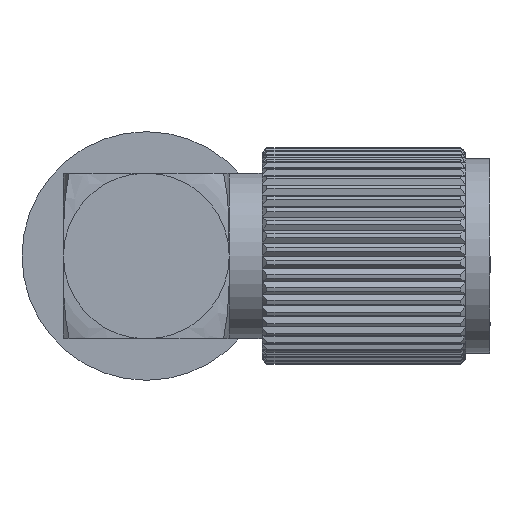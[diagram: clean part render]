
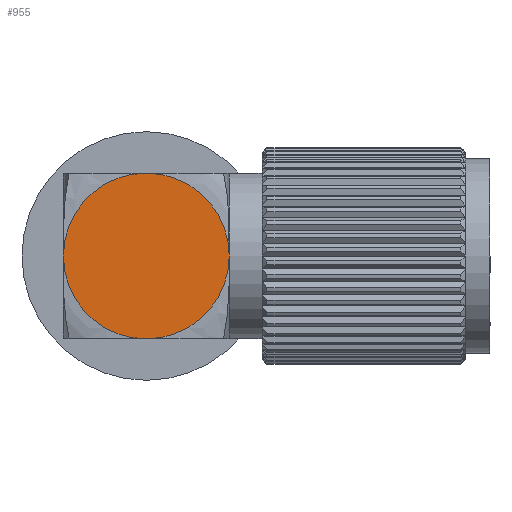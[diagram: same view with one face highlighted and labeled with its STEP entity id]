
A CAD part, front view. The second image highlights one B-rep face of the part: STEP entity #955.
In plain terms, the highlighted planar face has unit normal (0, -1, 0).
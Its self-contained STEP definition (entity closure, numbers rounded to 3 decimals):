
#325 = DIRECTION ( 'NONE',  ( 1., 0., 0. ) ) ;
#684 = DIRECTION ( 'NONE',  ( 1., 0., 0. ) ) ;
#955 = ADVANCED_FACE ( 'NONE', ( #5162 ), #7075, .F. ) ;
#1068 = VERTEX_POINT ( 'NONE', #10195 ) ;
#1439 = EDGE_CURVE ( 'NONE', #9432, #1068, #6699, .T. ) ;
#1553 = EDGE_CURVE ( 'NONE', #1068, #6756, #3048, .T. ) ;
#1726 = CARTESIAN_POINT ( 'NONE',  ( -2.4, 0.6, 0. ) ) ;
#2252 = CARTESIAN_POINT ( 'NONE',  ( -5.8, 0.6, 0. ) ) ;
#2596 = CARTESIAN_POINT ( 'NONE',  ( -9.2, 0.6, -3.4 ) ) ;
#2817 = DIRECTION ( 'NONE',  ( 0., -1., 0. ) ) ;
#3002 = CARTESIAN_POINT ( 'NONE',  ( -5.8, 0.6, 0. ) ) ;
#3048 = CIRCLE ( 'NONE', #6970, 3.4 ) ;
#3284 = CARTESIAN_POINT ( 'NONE',  ( -9.2, 0.6, 0. ) ) ;
#3497 = DIRECTION ( 'NONE',  ( 0., 1., 0. ) ) ;
#3905 = DIRECTION ( 'NONE',  ( 0., -1., 0. ) ) ;
#4741 = CARTESIAN_POINT ( 'NONE',  ( -5.8, 0.6, 0. ) ) ;
#4967 = EDGE_CURVE ( 'NONE', #10701, #9432, #8189, .T. ) ;
#4986 = ORIENTED_EDGE ( 'NONE', *, *, #10147, .T. ) ;
#5124 = CIRCLE ( 'NONE', #8071, 3.4 ) ;
#5162 = FACE_OUTER_BOUND ( 'NONE', #9503, .T. ) ;
#5165 = AXIS2_PLACEMENT_3D ( 'NONE', #4741, #2817, #10959 ) ;
#6037 = CARTESIAN_POINT ( 'NONE',  ( -5.8, 0.6, 0. ) ) ;
#6377 = ORIENTED_EDGE ( 'NONE', *, *, #1553, .T. ) ;
#6699 = CIRCLE ( 'NONE', #5165, 3.4 ) ;
#6756 = VERTEX_POINT ( 'NONE', #3284 ) ;
#6970 = AXIS2_PLACEMENT_3D ( 'NONE', #6037, #11262, #684 ) ;
#7075 = PLANE ( 'NONE',  #9566 ) ;
#7725 = ORIENTED_EDGE ( 'NONE', *, *, #4967, .T. ) ;
#8071 = AXIS2_PLACEMENT_3D ( 'NONE', #3002, #3905, #9176 ) ;
#8189 = CIRCLE ( 'NONE', #10188, 3.4 ) ;
#8520 = CARTESIAN_POINT ( 'NONE',  ( -5.8, 0.6, -3.4 ) ) ;
#9176 = DIRECTION ( 'NONE',  ( 1., 0., 0. ) ) ;
#9432 = VERTEX_POINT ( 'NONE', #1726 ) ;
#9503 = EDGE_LOOP ( 'NONE', ( #7725, #9580, #6377, #4986 ) ) ;
#9566 = AXIS2_PLACEMENT_3D ( 'NONE', #2596, #3497, #9756 ) ;
#9580 = ORIENTED_EDGE ( 'NONE', *, *, #1439, .T. ) ;
#9756 = DIRECTION ( 'NONE',  ( 0., 0., 1. ) ) ;
#10147 = EDGE_CURVE ( 'NONE', #6756, #10701, #5124, .T. ) ;
#10188 = AXIS2_PLACEMENT_3D ( 'NONE', #2252, #11017, #325 ) ;
#10195 = CARTESIAN_POINT ( 'NONE',  ( -5.8, 0.6, 3.4 ) ) ;
#10701 = VERTEX_POINT ( 'NONE', #8520 ) ;
#10959 = DIRECTION ( 'NONE',  ( 1., 0., 0. ) ) ;
#11017 = DIRECTION ( 'NONE',  ( 0., -1., 0. ) ) ;
#11262 = DIRECTION ( 'NONE',  ( 0., -1., 0. ) ) ;
